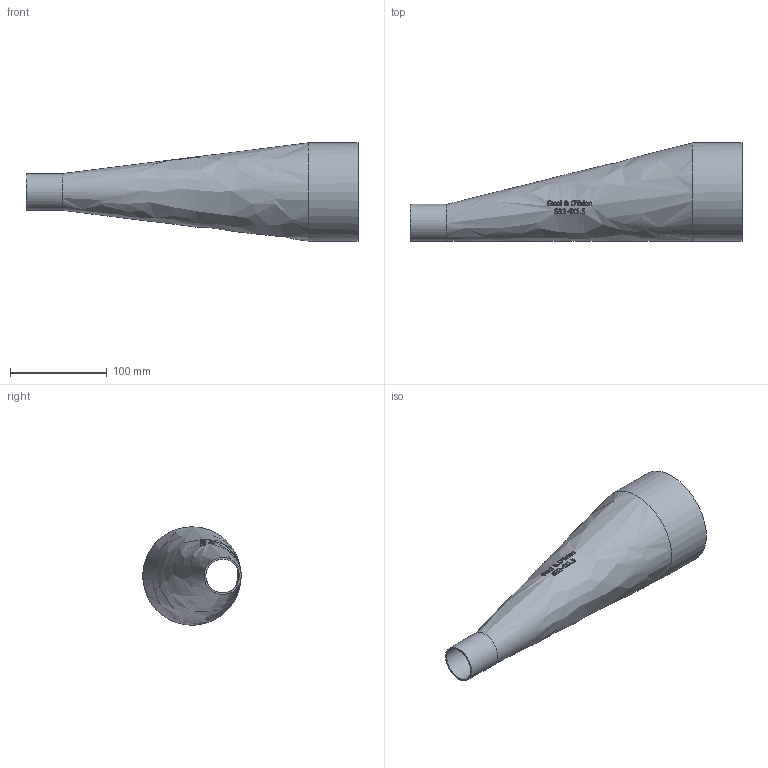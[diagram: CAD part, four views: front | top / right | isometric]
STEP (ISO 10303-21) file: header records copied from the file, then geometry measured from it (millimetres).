
FILE_DESCRIPTION(/* description */ (''),/* implementation_level */ '2;1');
FILE_NAME(/* name */ 'S32-4X15.stp',/* time_stamp */ '2018-11-28T13:55:23-05:00',/* author */ ('rick'),/* organization */ (''),/* preprocessor_version */ 'ST-DEVELOPER v15.2',/* originating_system */ 'Autodesk Inventor 2014',/* authorisation */ '');
FILE_SCHEMA (('AUTOMOTIVE_DESIGN { 1 0 10303 214 3 1 1 }'));
Length unit declared in the file: inch
Products named in the file (1): S32-4X15
Bounding box: 342.9 x 101.6 x 101.6 mm (x, y, z)
Volume: 144655.9 mm3; surface area: 151101.7 mm2
Topology: 1 solids, 1 shells, 376 faces, 1044 edges, 698 vertices
Faces by surface type: bspline 221, plane 151, cylinder 4
Full cylindrical faces by diameter (mm): 34.798 x1, 38.1 x1, 97.384 x1, 101.6 x1
Entity records: 15419 total; most frequent: CARTESIAN_POINT 7544, ORIENTED_EDGE 2072, EDGE_CURVE 1036, DIRECTION 855, VERTEX_POINT 694, B_SPLINE_CURVE_WITH_KNOTS 538, EDGE_LOOP 410, ADVANCED_FACE 376
